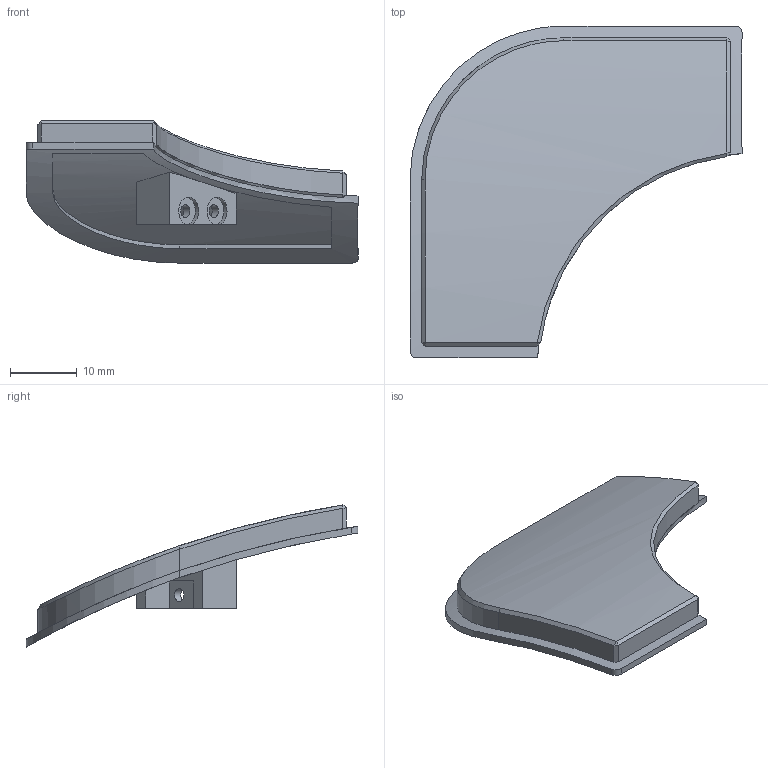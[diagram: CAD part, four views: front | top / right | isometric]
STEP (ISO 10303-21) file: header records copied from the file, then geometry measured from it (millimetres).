
FILE_DESCRIPTION(('Open CASCADE Model'),'2;1');
FILE_NAME('Open CASCADE Shape Model','2024-11-06T22:01:22',('Author'),( 'Open CASCADE'),'Open CASCADE STEP processor 7.7','Open CASCADE 7.7' ,'Unknown');
FILE_SCHEMA(('AUTOMOTIVE_DESIGN { 1 0 10303 214 1 1 1 1 }'));
Length unit declared in the file: millimetre
Products named in the file (1): COMPOUND
Bounding box: 49.6 x 49.6 x 21.23 mm (x, y, z)
Volume: 6810.1 mm3; surface area: 4627.2 mm2
Topology: 1 solids, 1 shells, 58 faces, 148 edges, 94 vertices
Faces by surface type: plane 33, cylinder 16, bspline 7, cone 2
Full cylindrical faces by diameter (mm): 1.9 x2
Entity records: 4796 total; most frequent: CARTESIAN_POINT 2125, DIRECTION 395, ORIENTED_EDGE 296, PCURVE 296, DEFINITIONAL_REPRESENTATION 296, LINE 204, VECTOR 204, B_SPLINE_CURVE_WITH_KNOTS 174
